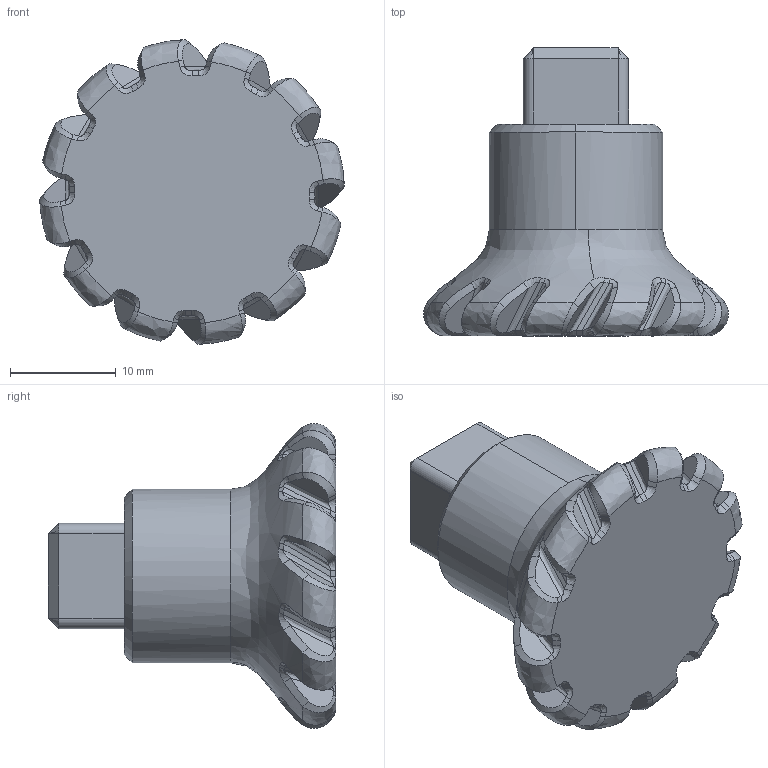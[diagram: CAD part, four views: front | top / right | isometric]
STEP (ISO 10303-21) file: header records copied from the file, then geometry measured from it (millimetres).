
FILE_DESCRIPTION (( 'STEP AP214' ), '1' );
FILE_NAME ('Coaxial Gearbox Key R1.STEP', '2025-01-31T15:14:35', ( '' ), ( '' ), 'SwSTEP 2.0', 'SolidWorks 2023', '' );
FILE_SCHEMA (( 'AUTOMOTIVE_DESIGN' ));
Length unit declared in the file: millimetre
Products named in the file (1): Coaxial Gearbox Key R1
Bounding box: 28.8 x 27.2 x 28.8 mm (x, y, z)
Volume: 6927.8 mm3; surface area: 2513.7 mm2
Topology: 1 solids, 1 shells, 241 faces, 561 edges, 319 vertices
Faces by surface type: bspline 146, plane 83, cone 6, cylinder 6
Entity records: 23073 total; most frequent: CARTESIAN_POINT 19005, ORIENTED_EDGE 1116, EDGE_CURVE 558, B_SPLINE_CURVE_WITH_KNOTS 441, DIRECTION 322, VERTEX_POINT 320, EDGE_LOOP 242, FACE_OUTER_BOUND 241
